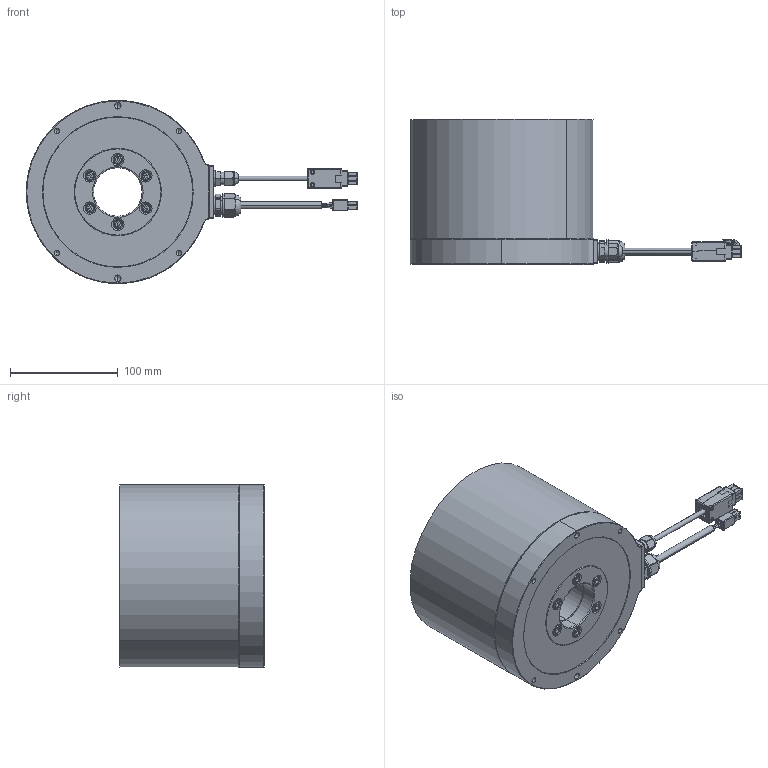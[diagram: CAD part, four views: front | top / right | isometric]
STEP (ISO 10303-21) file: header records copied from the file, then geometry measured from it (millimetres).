
FILE_DESCRIPTION (( 'STEP AP203' ), '1' );
FILE_NAME ('T2021900_A1_DMY65-B0SN00-S0-1S3-0-0.STEP', '2020-02-19T08:35:26', ( '' ), ( '' ), 'SwSTEP 2.0', 'SolidWorks 2015', '' );
FILE_SCHEMA (( 'CONFIG_CONTROL_DESIGN' ));
Length unit declared in the file: millimetre
Products named in the file (1): T2021900_A1_DMY65-B0SN00-S0-1S3-0-0
Bounding box: 307.7 x 134.5 x 170 mm (x, y, z)
Volume: 2854265.6 mm3; surface area: 159259 mm2
Topology: 1 solids, 13 shells, 1872 faces, 4943 edges, 3163 vertices
Faces by surface type: plane 1099, cylinder 406, bspline 174, cone 108, torus 73, sphere 12
Entity records: 65488 total; most frequent: CARTESIAN_POINT 20839, ORIENTED_EDGE 9782, DIRECTION 8397, EDGE_CURVE 4891, VERTEX_POINT 3159, VECTOR 3135, LINE 3135, AXIS2_PLACEMENT_3D 2631
